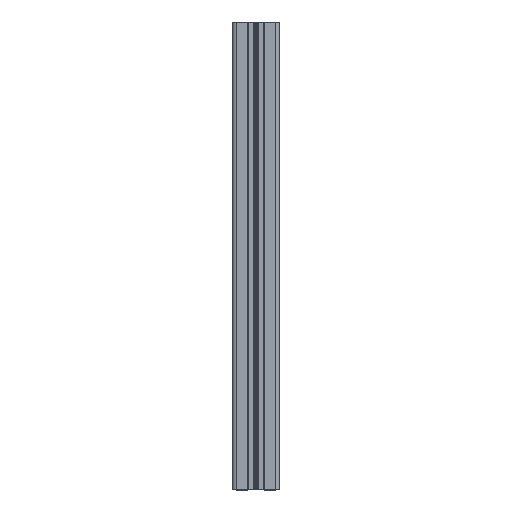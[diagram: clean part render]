
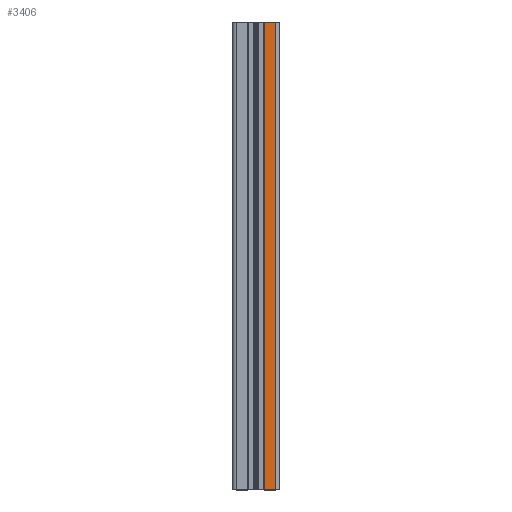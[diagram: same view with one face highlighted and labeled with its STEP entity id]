
A CAD part, top view. The second image highlights one B-rep face of the part: STEP entity #3406.
In plain terms, the highlighted planar face has unit normal (0, 0, 1).
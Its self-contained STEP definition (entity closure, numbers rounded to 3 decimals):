
#39=PLANE('',#3648);
#152=FACE_OUTER_BOUND('',#330,.T.);
#330=EDGE_LOOP('',(#2413,#2414,#2415,#2416));
#555=LINE('',#5304,#891);
#556=LINE('',#5308,#892);
#557=LINE('',#5310,#893);
#558=LINE('',#5311,#894);
#891=VECTOR('',#4231,200.);
#892=VECTOR('',#4236,4.8);
#893=VECTOR('',#4237,200.);
#894=VECTOR('',#4238,4.8);
#1429=VERTEX_POINT('',#5301);
#1430=VERTEX_POINT('',#5303);
#1431=VERTEX_POINT('',#5307);
#1432=VERTEX_POINT('',#5309);
#1832=EDGE_CURVE('',#1429,#1430,#555,.T.);
#1834=EDGE_CURVE('',#1429,#1431,#556,.T.);
#1835=EDGE_CURVE('',#1431,#1432,#557,.T.);
#1836=EDGE_CURVE('',#1430,#1432,#558,.T.);
#2413=ORIENTED_EDGE('',*,*,#1834,.T.);
#2414=ORIENTED_EDGE('',*,*,#1835,.T.);
#2415=ORIENTED_EDGE('',*,*,#1836,.F.);
#2416=ORIENTED_EDGE('',*,*,#1832,.F.);
#3406=ADVANCED_FACE('',(#152),#39,.T.);
#3648=AXIS2_PLACEMENT_3D('',#5306,#4234,#4235);
#4231=DIRECTION('',(0.,-1.,0.));
#4234=DIRECTION('center_axis',(0.,0.,1.));
#4235=DIRECTION('ref_axis',(1.,0.,0.));
#4236=DIRECTION('',(-1.,0.,0.));
#4237=DIRECTION('',(0.,-1.,0.));
#4238=DIRECTION('',(-1.,0.,0.));
#5301=CARTESIAN_POINT('',(8.5,200.,10.));
#5303=CARTESIAN_POINT('',(8.5,0.,10.));
#5304=CARTESIAN_POINT('',(8.5,0.,10.));
#5306=CARTESIAN_POINT('Origin',(3.7,0.,10.));
#5307=CARTESIAN_POINT('',(3.7,200.,10.));
#5308=CARTESIAN_POINT('',(1.85,200.,10.));
#5309=CARTESIAN_POINT('',(3.7,0.,10.));
#5310=CARTESIAN_POINT('',(3.7,0.,10.));
#5311=CARTESIAN_POINT('',(1.85,0.,10.));
